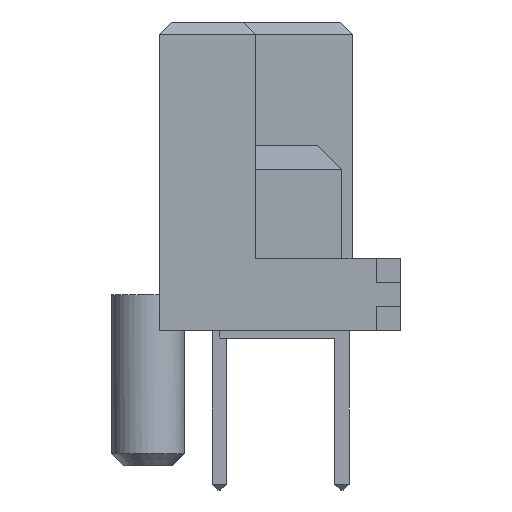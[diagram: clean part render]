
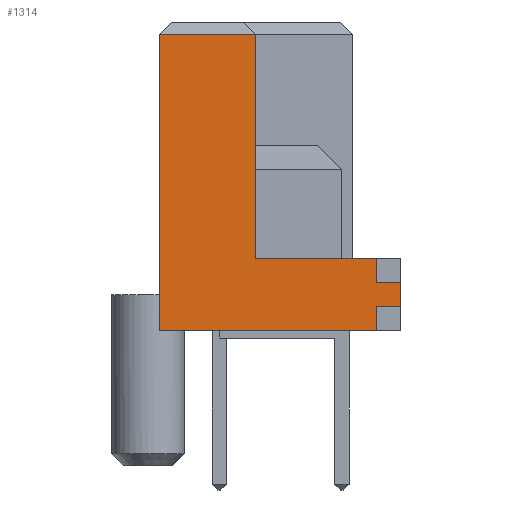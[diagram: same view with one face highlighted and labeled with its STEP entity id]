
A CAD part, front view. The second image highlights one B-rep face of the part: STEP entity #1314.
In plain terms, the highlighted planar face has unit normal (0, -1, 0).
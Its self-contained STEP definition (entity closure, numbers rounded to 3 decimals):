
#12=DIRECTION('',(0.,0.,1.));
#26=VECTOR('',#12,1.);
#29=VERTEX_POINT('',#30);
#30=CARTESIAN_POINT('',(3.25,-21.575,0.5));
#35=EDGE_CURVE('',#36,#29,#38,.T.);
#36=VERTEX_POINT('',#37);
#37=CARTESIAN_POINT('',(3.25,-21.575,0.));
#38=LINE('',#37,#26);
#44=DIRECTION('',(1.,0.,0.));
#58=VECTOR('',#59,1.);
#59=DIRECTION('',(-1.,0.,0.));
#76=VECTOR('',#44,1.);
#94=CARTESIAN_POINT('',(-1.25,-21.575,0.));
#549=EDGE_CURVE('',#36,#550,#551,.T.);
#550=VERTEX_POINT('',#94);
#551=LINE('',#552,#58);
#552=CARTESIAN_POINT('',(3.75,-21.575,0.));
#1303=ORIENTED_EDGE('',*,*,#1304,.T.);
#1304=EDGE_CURVE('',#29,#1305,#1307,.T.);
#1305=VERTEX_POINT('',#1306);
#1306=CARTESIAN_POINT('',(3.75,-21.575,0.5));
#1307=LINE('',#30,#76);
#1314=ADVANCED_FACE('',(#1315),#1355,.T.);
#1315=FACE_BOUND('',#1316,.T.);
#1316=EDGE_LOOP('',(#1317,#1318,#1303,#1319,#1324,#1329,#1334,#1340,#1346,#1352));
#1317=ORIENTED_EDGE('',*,*,#549,.F.);
#1318=ORIENTED_EDGE('',*,*,#35,.T.);
#1319=ORIENTED_EDGE('',*,*,#1320,.T.);
#1320=EDGE_CURVE('',#1305,#1321,#1323,.T.);
#1321=VERTEX_POINT('',#1322);
#1322=CARTESIAN_POINT('',(3.75,-21.575,1.));
#1323=LINE('',#552,#26);
#1324=ORIENTED_EDGE('',*,*,#1325,.F.);
#1325=EDGE_CURVE('',#1326,#1321,#1328,.T.);
#1326=VERTEX_POINT('',#1327);
#1327=CARTESIAN_POINT('',(3.25,-21.575,1.));
#1328=LINE('',#1327,#76);
#1329=ORIENTED_EDGE('',*,*,#1330,.T.);
#1330=EDGE_CURVE('',#1326,#1331,#1333,.T.);
#1331=VERTEX_POINT('',#1332);
#1332=CARTESIAN_POINT('',(3.25,-21.575,1.5));
#1333=LINE('',#1327,#26);
#1334=ORIENTED_EDGE('',*,*,#1335,.T.);
#1335=EDGE_CURVE('',#1331,#1336,#1338,.T.);
#1336=VERTEX_POINT('',#1337);
#1337=CARTESIAN_POINT('',(0.75,-21.575,1.5));
#1338=LINE('',#1339,#58);
#1339=CARTESIAN_POINT('',(3.75,-21.575,1.5));
#1340=ORIENTED_EDGE('',*,*,#1341,.T.);
#1341=EDGE_CURVE('',#1336,#1342,#1344,.T.);
#1342=VERTEX_POINT('',#1343);
#1343=CARTESIAN_POINT('',(0.75,-21.575,6.15));
#1344=LINE('',#1345,#26);
#1345=CARTESIAN_POINT('',(0.75,-21.575,0.));
#1346=ORIENTED_EDGE('',*,*,#1347,.F.);
#1347=EDGE_CURVE('',#1348,#1342,#1350,.T.);
#1348=VERTEX_POINT('',#1349);
#1349=CARTESIAN_POINT('',(-1.25,-21.575,6.15));
#1350=LINE('',#1351,#76);
#1351=CARTESIAN_POINT('',(-1.,-21.575,6.15));
#1352=ORIENTED_EDGE('',*,*,#1353,.F.);
#1353=EDGE_CURVE('',#550,#1348,#1354,.T.);
#1354=LINE('',#94,#26);
#1355=PLANE('',#1356);
#1356=AXIS2_PLACEMENT_3D('',#1357,#1358,#1359);
#1357=CARTESIAN_POINT('',(0.602,-21.575,2.449));
#1358=DIRECTION('',(0.,-1.,0.));
#1359=DIRECTION('',(-1.,0.,0.));
